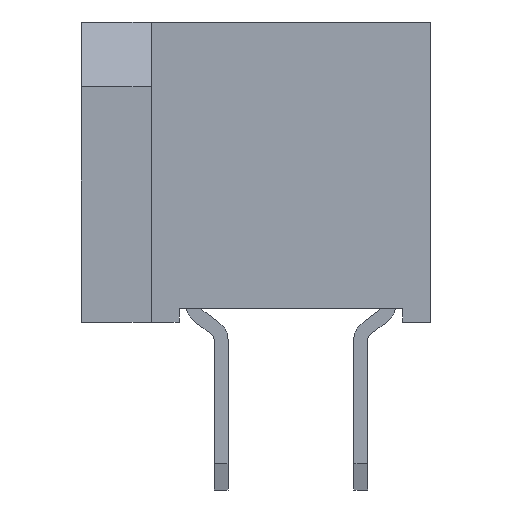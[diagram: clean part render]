
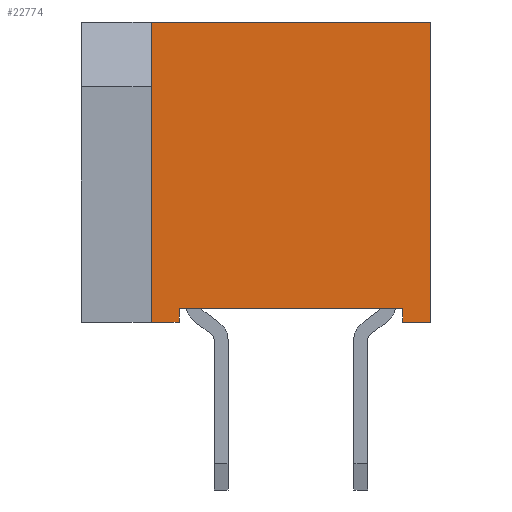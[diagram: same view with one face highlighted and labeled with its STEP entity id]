
A CAD part, left-side view. The second image highlights one B-rep face of the part: STEP entity #22774.
In plain terms, the highlighted planar face has unit normal (-1, 0, 0).
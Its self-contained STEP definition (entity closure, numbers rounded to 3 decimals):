
#574 = EDGE_CURVE ( 'NONE', #3293, #25468, #100594, .T. ) ;
#853 = VECTOR ( 'NONE', #58373, 1000. ) ;
#1255 = VECTOR ( 'NONE', #29805, 1000. ) ;
#3293 = VERTEX_POINT ( 'NONE', #21990 ) ;
#4864 = CARTESIAN_POINT ( 'NONE',  ( -24.25, -2., 4.3 ) ) ;
#5032 = CARTESIAN_POINT ( 'NONE',  ( -24.25, 2., 4.3 ) ) ;
#6799 = ORIENTED_EDGE ( 'NONE', *, *, #574, .T. ) ;
#10365 = CARTESIAN_POINT ( 'NONE',  ( -24.25, -1.6, 0.2 ) ) ;
#12037 = DIRECTION ( 'NONE',  ( 0., -1., 0. ) ) ;
#13286 = ORIENTED_EDGE ( 'NONE', *, *, #92579, .T. ) ;
#14804 = VECTOR ( 'NONE', #12037, 1000. ) ;
#16635 = CARTESIAN_POINT ( 'NONE',  ( -24.25, -1.6, 0.2 ) ) ;
#16916 = CARTESIAN_POINT ( 'NONE',  ( -24.25, 1.6, 0.2 ) ) ;
#18909 = CARTESIAN_POINT ( 'NONE',  ( -24.25, 2., 0. ) ) ;
#19949 = VECTOR ( 'NONE', #53864, 1000. ) ;
#20424 = CARTESIAN_POINT ( 'NONE',  ( -24.25, 1.6, 0.2 ) ) ;
#21747 = CARTESIAN_POINT ( 'NONE',  ( -24.25, -1.6, 0. ) ) ;
#21913 = DIRECTION ( 'NONE',  ( 1., 0., 0. ) ) ;
#21990 = CARTESIAN_POINT ( 'NONE',  ( -24.25, 2., 4.3 ) ) ;
#22774 = ADVANCED_FACE ( 'NONE', ( #45679 ), #37892, .F. ) ;
#25468 = VERTEX_POINT ( 'NONE', #18909 ) ;
#25795 = CARTESIAN_POINT ( 'NONE',  ( -24.25, 1.6, 0. ) ) ;
#26855 = LINE ( 'NONE', #75408, #853 ) ;
#27491 = EDGE_CURVE ( 'NONE', #99662, #35314, #26855, .T. ) ;
#28046 = CARTESIAN_POINT ( 'NONE',  ( -24.25, -2., 0. ) ) ;
#28603 = VECTOR ( 'NONE', #48119, 1000. ) ;
#29805 = DIRECTION ( 'NONE',  ( 0., 0., -1. ) ) ;
#32038 = VERTEX_POINT ( 'NONE', #25795 ) ;
#32403 = LINE ( 'NONE', #16916, #51421 ) ;
#32915 = VERTEX_POINT ( 'NONE', #21747 ) ;
#33266 = EDGE_LOOP ( 'NONE', ( #13286, #94945, #91944, #74351, #71683, #77281, #93259, #6799 ) ) ;
#35266 = LINE ( 'NONE', #59009, #58722 ) ;
#35314 = VERTEX_POINT ( 'NONE', #94254 ) ;
#36286 = CARTESIAN_POINT ( 'NONE',  ( -24.25, -2., 4.3 ) ) ;
#37892 = PLANE ( 'NONE',  #94071 ) ;
#39233 = EDGE_CURVE ( 'NONE', #32915, #73504, #66139, .T. ) ;
#41974 = DIRECTION ( 'NONE',  ( 0., -1., 0. ) ) ;
#45679 = FACE_OUTER_BOUND ( 'NONE', #33266, .T. ) ;
#48119 = DIRECTION ( 'NONE',  ( 0., 0., 1. ) ) ;
#48710 = VERTEX_POINT ( 'NONE', #20424 ) ;
#51421 = VECTOR ( 'NONE', #72170, 1000. ) ;
#53864 = DIRECTION ( 'NONE',  ( 0., -1., 0. ) ) ;
#54366 = EDGE_CURVE ( 'NONE', #73504, #48710, #32403, .T. ) ;
#57977 = LINE ( 'NONE', #81748, #89453 ) ;
#58373 = DIRECTION ( 'NONE',  ( 0., 0., -1. ) ) ;
#58722 = VECTOR ( 'NONE', #60041, 1000. ) ;
#59009 = CARTESIAN_POINT ( 'NONE',  ( -24.25, 1.6, 0. ) ) ;
#60041 = DIRECTION ( 'NONE',  ( 0., 0., -1. ) ) ;
#66139 = LINE ( 'NONE', #16635, #28603 ) ;
#71316 = CARTESIAN_POINT ( 'NONE',  ( -24.25, -2., 4.3 ) ) ;
#71683 = ORIENTED_EDGE ( 'NONE', *, *, #83047, .T. ) ;
#72170 = DIRECTION ( 'NONE',  ( 0., 1., 0. ) ) ;
#73159 = EDGE_CURVE ( 'NONE', #48710, #32038, #35266, .T. ) ;
#73504 = VERTEX_POINT ( 'NONE', #10365 ) ;
#74351 = ORIENTED_EDGE ( 'NONE', *, *, #39233, .F. ) ;
#75408 = CARTESIAN_POINT ( 'NONE',  ( -24.25, -2., 4.3 ) ) ;
#77110 = LINE ( 'NONE', #36286, #14804 ) ;
#77186 = DIRECTION ( 'NONE',  ( 0., 0., -1. ) ) ;
#77281 = ORIENTED_EDGE ( 'NONE', *, *, #27491, .F. ) ;
#81748 = CARTESIAN_POINT ( 'NONE',  ( -24.25, -2., 0. ) ) ;
#81872 = EDGE_CURVE ( 'NONE', #3293, #99662, #77110, .T. ) ;
#83047 = EDGE_CURVE ( 'NONE', #32915, #35314, #100874, .T. ) ;
#89453 = VECTOR ( 'NONE', #41974, 1000. ) ;
#91944 = ORIENTED_EDGE ( 'NONE', *, *, #54366, .F. ) ;
#92579 = EDGE_CURVE ( 'NONE', #25468, #32038, #57977, .T. ) ;
#93259 = ORIENTED_EDGE ( 'NONE', *, *, #81872, .F. ) ;
#94071 = AXIS2_PLACEMENT_3D ( 'NONE', #4864, #21913, #77186 ) ;
#94254 = CARTESIAN_POINT ( 'NONE',  ( -24.25, -2., 0. ) ) ;
#94945 = ORIENTED_EDGE ( 'NONE', *, *, #73159, .F. ) ;
#99662 = VERTEX_POINT ( 'NONE', #71316 ) ;
#100594 = LINE ( 'NONE', #5032, #1255 ) ;
#100874 = LINE ( 'NONE', #28046, #19949 ) ;
